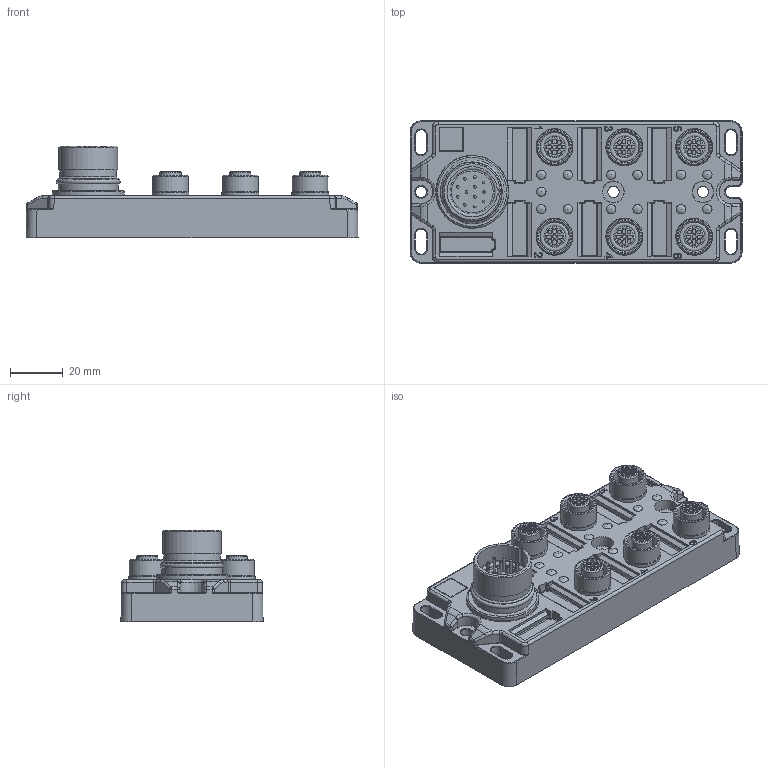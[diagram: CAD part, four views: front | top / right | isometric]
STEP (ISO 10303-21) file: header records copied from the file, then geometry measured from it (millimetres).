
FILE_DESCRIPTION(/* description */ (''),/* implementation_level */ '2;1');
FILE_NAME(/* name */ '5018428_6IOM12-5.4P2T_stp.stp',/* time_stamp */ '2017-01-26T15:14:29+01:00',/* author */ (''),/* organization */ (''),/* preprocessor_version */ 'ST-DEVELOPER v16',/* originating_system */ 'SIEMENS PLM Software NX 10.0',/* authorisation */ '');
FILE_SCHEMA (('AUTOMOTIVE_DESIGN { 1 0 10303 214 3 1 1 1 }'));
Length unit declared in the file: millimetre
Products named in the file (1): 8045896
Bounding box: 126 x 53.96 x 34.9 mm (x, y, z)
Volume: 108485.7 mm3; surface area: 28977.4 mm2
Topology: 1 solids, 2 shells, 1278 faces, 3086 edges, 1904 vertices
Faces by surface type: cylinder 556, plane 343, bspline 241, extrusion 45, torus 36, cone 36, sphere 21
Full cylindrical faces by diameter (mm): 1 x12, 1.5 x30, 4.36 x1, 4.372 x1, 11.1 x6, 13.6 x6, 14 x6, 15.9 x1, 20 x1, 21 x2, 21.5 x1, 22.35 x1, 22.8 x2
Entity records: 45110 total; most frequent: CARTESIAN_POINT 17824, ORIENTED_EDGE 5748, DIRECTION 5289, EDGE_CURVE 2874, AXIS2_PLACEMENT_3D 2020, VERTEX_POINT 1842, EDGE_LOOP 1538, ADVANCED_FACE 1278
